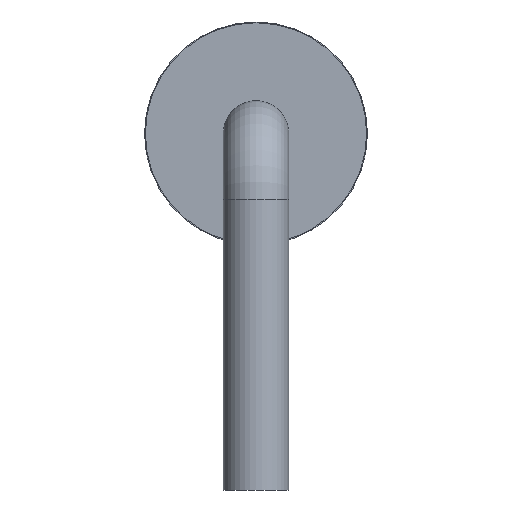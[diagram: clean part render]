
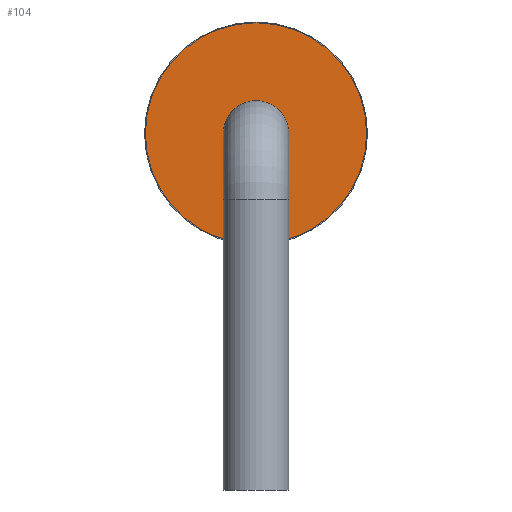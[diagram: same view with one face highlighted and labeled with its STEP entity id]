
A CAD part, left-side view. The second image highlights one B-rep face of the part: STEP entity #104.
In plain terms, the highlighted planar face has unit normal (-1, 0, 0).
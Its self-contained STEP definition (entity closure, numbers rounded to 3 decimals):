
#14=DIRECTION('',(1.,0.,0.));
#34=DIRECTION('',(1.,0.,0.));
#55=DIRECTION('',(0.,0.,1.));
#78=VERTEX_POINT('',#79);
#79=CARTESIAN_POINT('',(1.21,0.,3.2));
#82=EDGE_CURVE('',#78,#78,#83,.T.);
#83=CIRCLE('',#84,1.35);
#84=AXIS2_PLACEMENT_3D('',#85,#14,#55);
#85=CARTESIAN_POINT('',(1.21,0.,1.85));
#89=AXIS2_PLACEMENT_3D('',#85,#34,#55);
#104=ADVANCED_FACE('',(#105,#108),#118,.F.);
#105=FACE_BOUND('',#106,.T.);
#106=EDGE_LOOP('',(#107));
#107=ORIENTED_EDGE('',*,*,#82,.F.);
#108=FACE_BOUND('',#109,.T.);
#109=EDGE_LOOP('',(#110));
#110=ORIENTED_EDGE('',*,*,#111,.T.);
#111=EDGE_CURVE('',#112,#112,#114,.T.);
#112=VERTEX_POINT('',#113);
#113=CARTESIAN_POINT('',(1.21,0.,1.45));
#114=CIRCLE('',#115,0.4);
#115=AXIS2_PLACEMENT_3D('',#116,#34,#117);
#116=CARTESIAN_POINT('',(1.21,0.,1.85));
#117=DIRECTION('',(0.,0.,-1.));
#118=PLANE('',#89);
